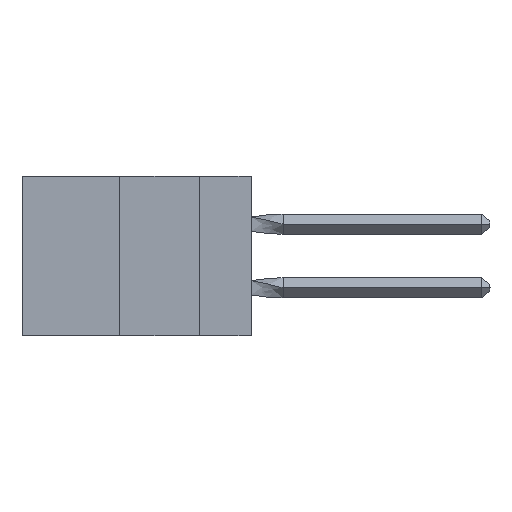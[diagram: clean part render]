
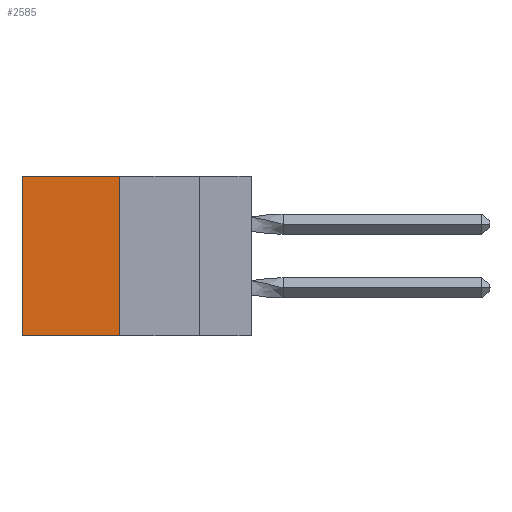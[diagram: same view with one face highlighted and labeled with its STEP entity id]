
A CAD part, left-side view. The second image highlights one B-rep face of the part: STEP entity #2585.
In plain terms, the highlighted planar face has unit normal (-1, 0, 0).
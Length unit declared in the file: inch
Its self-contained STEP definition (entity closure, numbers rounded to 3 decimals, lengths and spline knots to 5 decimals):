
#78 = EDGE_LOOP ( 'NONE', ( #4709, #5255, #13118, #15370 ) ) ;
#1050 = VECTOR ( 'NONE', #14416, 39.37008 ) ;
#1533 = AXIS2_PLACEMENT_3D ( 'NONE', #14128, #1832, #9410 ) ;
#1832 = DIRECTION ( 'NONE',  ( 1., 0., 0. ) ) ;
#2585 = ADVANCED_FACE ( 'NONE', ( #7022 ), #14184, .F. ) ;
#3623 = LINE ( 'NONE', #11924, #1050 ) ;
#4013 = VERTEX_POINT ( 'NONE', #4105 ) ;
#4032 = EDGE_CURVE ( 'NONE', #12736, #4013, #4645, .T. ) ;
#4105 = CARTESIAN_POINT ( 'NONE',  ( 0.305, 0.413, -0.5 ) ) ;
#4165 = DIRECTION ( 'NONE',  ( 0., 0., -1. ) ) ;
#4218 = DIRECTION ( 'NONE',  ( 0., 1., 0. ) ) ;
#4342 = VECTOR ( 'NONE', #4352, 39.37008 ) ;
#4352 = DIRECTION ( 'NONE',  ( 0., 1., 0. ) ) ;
#4489 = VERTEX_POINT ( 'NONE', #10633 ) ;
#4645 = LINE ( 'NONE', #8020, #13812 ) ;
#4709 = ORIENTED_EDGE ( 'NONE', *, *, #5431, .T. ) ;
#4782 = CARTESIAN_POINT ( 'NONE',  ( 0.305, 0.72, 0. ) ) ;
#5255 = ORIENTED_EDGE ( 'NONE', *, *, #15293, .F. ) ;
#5431 = EDGE_CURVE ( 'NONE', #13148, #4489, #3623, .T. ) ;
#7022 = FACE_OUTER_BOUND ( 'NONE', #78, .T. ) ;
#8020 = CARTESIAN_POINT ( 'NONE',  ( 0.305, 0.413, -0.5 ) ) ;
#9134 = LINE ( 'NONE', #9216, #10751 ) ;
#9139 = CARTESIAN_POINT ( 'NONE',  ( 0.305, 0.413, -0.5 ) ) ;
#9216 = CARTESIAN_POINT ( 'NONE',  ( 0.305, 0.413, 0. ) ) ;
#9410 = DIRECTION ( 'NONE',  ( 0., 0., -1. ) ) ;
#10633 = CARTESIAN_POINT ( 'NONE',  ( 0.305, 0.72, -0.5 ) ) ;
#10751 = VECTOR ( 'NONE', #4218, 39.37008 ) ;
#11557 = LINE ( 'NONE', #9139, #4342 ) ;
#11924 = CARTESIAN_POINT ( 'NONE',  ( 0.305, 0.72, -0.5 ) ) ;
#12736 = VERTEX_POINT ( 'NONE', #14770 ) ;
#13118 = ORIENTED_EDGE ( 'NONE', *, *, #4032, .F. ) ;
#13148 = VERTEX_POINT ( 'NONE', #4782 ) ;
#13812 = VECTOR ( 'NONE', #4165, 39.37008 ) ;
#14128 = CARTESIAN_POINT ( 'NONE',  ( 0.305, 0.413, -0.5 ) ) ;
#14184 = PLANE ( 'NONE',  #1533 ) ;
#14416 = DIRECTION ( 'NONE',  ( 0., 0., -1. ) ) ;
#14770 = CARTESIAN_POINT ( 'NONE',  ( 0.305, 0.413, 0. ) ) ;
#15293 = EDGE_CURVE ( 'NONE', #4013, #4489, #11557, .T. ) ;
#15370 = ORIENTED_EDGE ( 'NONE', *, *, #15967, .T. ) ;
#15967 = EDGE_CURVE ( 'NONE', #12736, #13148, #9134, .T. ) ;
